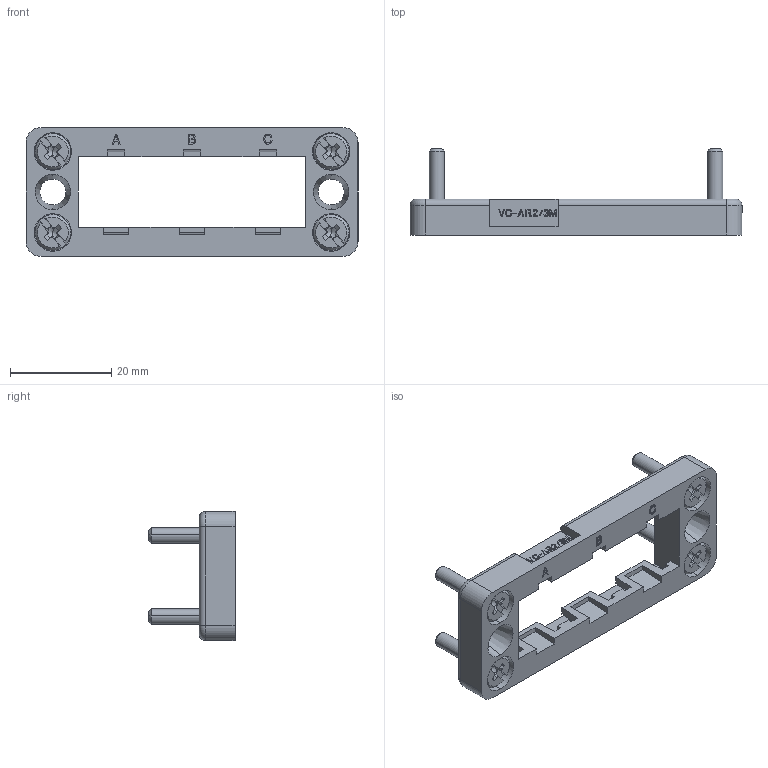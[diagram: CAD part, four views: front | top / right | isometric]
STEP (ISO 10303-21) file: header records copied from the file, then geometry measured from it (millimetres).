
FILE_DESCRIPTION(('Creo Elements/Direct Modeling STEP Export'),'2;1');
FILE_NAME('model.stp','2020-03-31T15:14:07',(''),(''),'Creo Elements/Direct Modeling STEP processor for AP214 (Solid Model)','Creo Elements/Direct Modeling 20.1A 29-Sep-2018 (C) Parametric Technology GmbH','');
FILE_SCHEMA(('AUTOMOTIVE_DESIGN { 1 0 10303 214 1 1 1 1 }'));
Length unit declared in the file: millimetre
Products named in the file (2): VC-AR2_3M
Assembly tree (1 placements, depth 2):
  VC-AR2_3M
    VC-AR2_3M
Bounding box: 65.6 x 17.18 x 25.5 mm (x, y, z)
Volume: 5653 mm3; surface area: 5817 mm2
Topology: 1 solids, 1 shells, 645 faces, 1843 edges, 1219 vertices
Faces by surface type: plane 542, cylinder 51, cone 48, torus 4
Entity records: 24655 total; most frequent: CARTESIAN_POINT 5589, ORIENTED_EDGE 3670, DIRECTION 3046, EDGE_CURVE 1835, VECTOR 1526, LINE 1526, VERTEX_POINT 1219, AXIS2_PLACEMENT_3D 760
